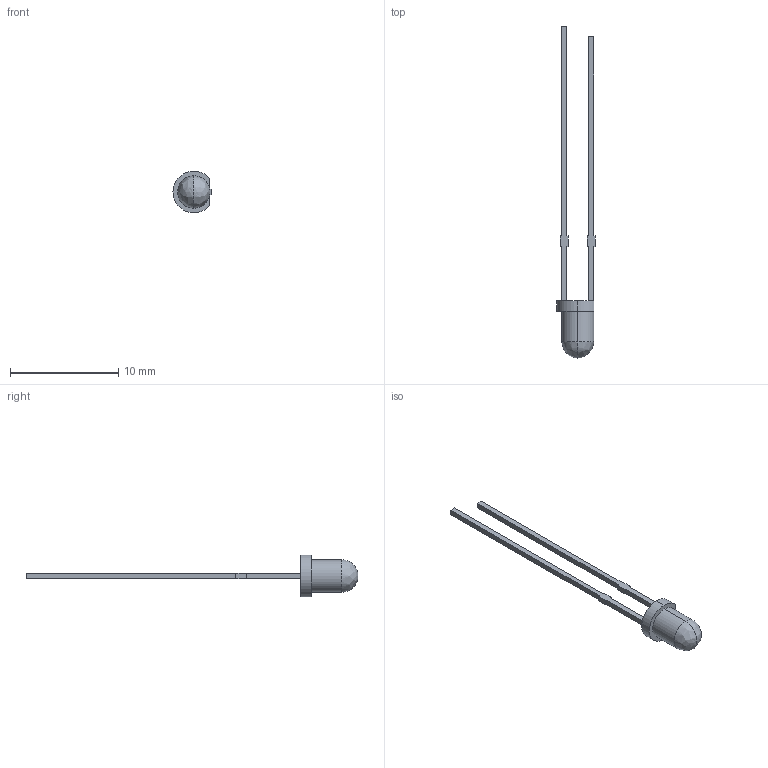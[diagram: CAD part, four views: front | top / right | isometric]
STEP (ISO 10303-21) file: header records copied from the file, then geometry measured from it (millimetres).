
FILE_DESCRIPTION(('FreeCAD Model'),'2;1');
FILE_NAME('User Library-Led round 3 mm.step','2017-09-09T03:15:09',('kicad StepUp'),('ksu MCAD'), 'Open CASCADE STEP processor 6.8','FreeCAD','Unknown');
FILE_SCHEMA(('AUTOMOTIVE_DESIGN_CC2 { 1 2 10303 214 -1 1 5 4 }'));
Length unit declared in the file: millimetre
Products named in the file (2): ASSEMBLY; User_Library-Led_round_3_mm
Assembly tree (1 placements, depth 2):
  ASSEMBLY
    User_Library-Led_round_3_mm
Bounding box: 3.52 x 30.7 x 3.85 mm (x, y, z)
Volume: 50.5 mm3; surface area: 168 mm2
Topology: 1 solids, 1 shells, 38 faces, 100 edges, 65 vertices
Faces by surface type: plane 31, cylinder 5, bspline 2
Entity records: 1465 total; most frequent: CARTESIAN_POINT 233, ORIENTED_EDGE 196, DIRECTION 186, EDGE_CURVE 98, LINE 86, VECTOR 86, VERTEX_POINT 65, AXIS2_PLACEMENT_3D 50
